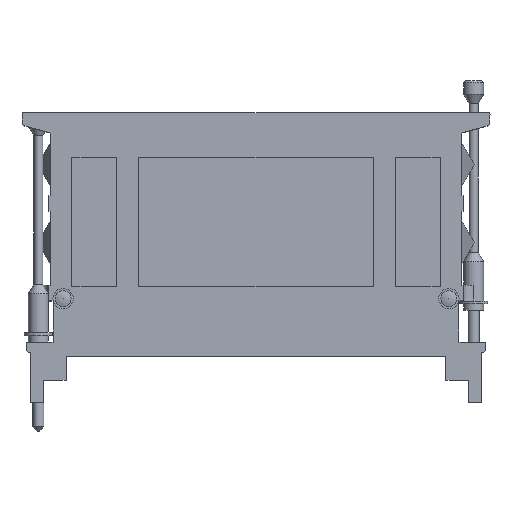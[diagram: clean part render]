
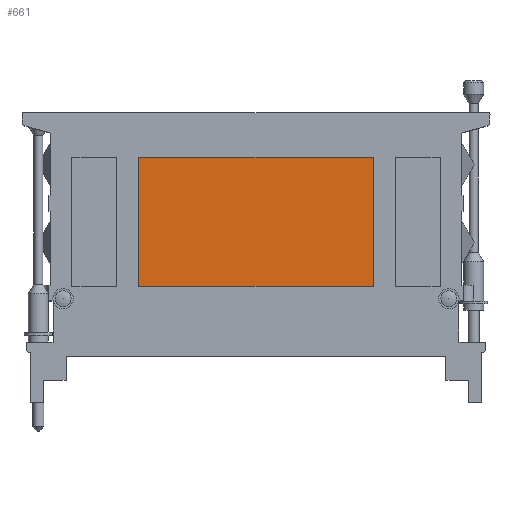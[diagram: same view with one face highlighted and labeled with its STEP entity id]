
A CAD part, top view. The second image highlights one B-rep face of the part: STEP entity #661.
In plain terms, the highlighted planar face has unit normal (0, 0, 1).
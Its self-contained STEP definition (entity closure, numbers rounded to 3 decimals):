
#661=ADVANCED_FACE('',(#1149),#933,.F.);
#933=PLANE('',#5222);
#1149=FACE_OUTER_BOUND('',#1360,.T.);
#1360=EDGE_LOOP('',(#1744,#1745,#1746,#1747));
#1744=ORIENTED_EDGE('',*,*,#3445,.T.);
#1745=ORIENTED_EDGE('',*,*,#3446,.T.);
#1746=ORIENTED_EDGE('',*,*,#3447,.T.);
#1747=ORIENTED_EDGE('',*,*,#3448,.T.);
#3000=VERTEX_POINT('',#6936);
#3001=VERTEX_POINT('',#6937);
#3002=VERTEX_POINT('',#6939);
#3003=VERTEX_POINT('',#6941);
#3445=EDGE_CURVE('',#3000,#3001,#4085,.T.);
#3446=EDGE_CURVE('',#3001,#3002,#4086,.T.);
#3447=EDGE_CURVE('',#3002,#3003,#4087,.T.);
#3448=EDGE_CURVE('',#3003,#3000,#4088,.T.);
#4085=LINE('',#6935,#4620);
#4086=LINE('',#6938,#4621);
#4087=LINE('',#6940,#4622);
#4088=LINE('',#6942,#4623);
#4620=VECTOR('',#5632,1.);
#4621=VECTOR('',#5633,1.);
#4622=VECTOR('',#5634,1.);
#4623=VECTOR('',#5635,1.);
#5222=AXIS2_PLACEMENT_3D('',#6943,#5636,#5637);
#5632=DIRECTION('',(1.,0.,0.));
#5633=DIRECTION('',(0.,1.,0.));
#5634=DIRECTION('',(-1.,0.,0.));
#5635=DIRECTION('',(0.,-1.,0.));
#5636=DIRECTION('',(0.,0.,-1.));
#5637=DIRECTION('',(1.,0.,0.));
#6935=CARTESIAN_POINT('',(-137.39,112.518,87.72));
#6936=CARTESIAN_POINT('',(-137.39,112.518,87.72));
#6937=CARTESIAN_POINT('',(-84.89,112.518,87.72));
#6938=CARTESIAN_POINT('',(-84.89,112.518,87.72));
#6939=CARTESIAN_POINT('',(-84.89,141.468,87.72));
#6940=CARTESIAN_POINT('',(-84.89,141.468,87.72));
#6941=CARTESIAN_POINT('',(-137.39,141.468,87.72));
#6942=CARTESIAN_POINT('',(-137.39,141.468,87.72));
#6943=CARTESIAN_POINT('',(-140.015,142.915,87.72));
